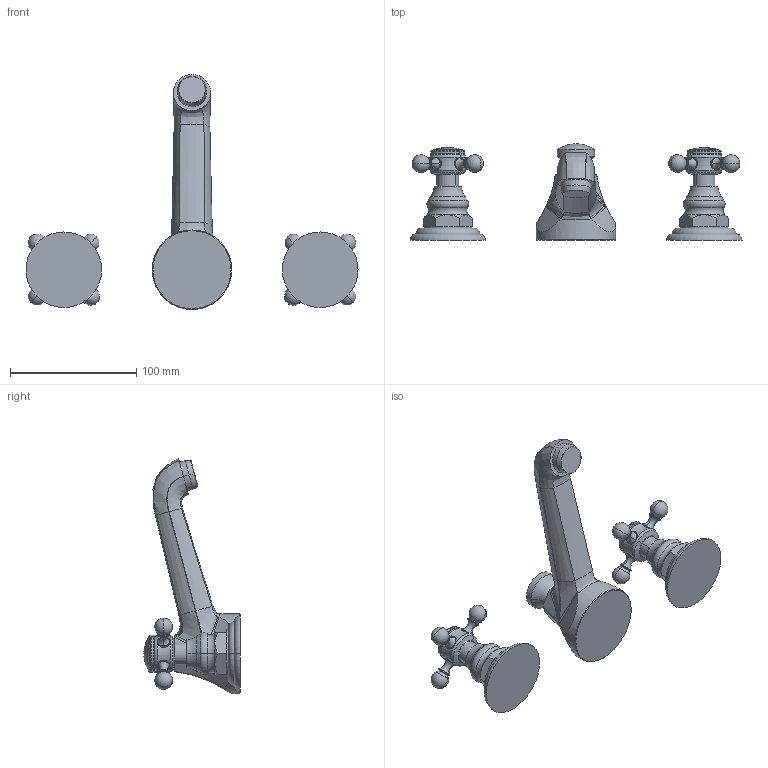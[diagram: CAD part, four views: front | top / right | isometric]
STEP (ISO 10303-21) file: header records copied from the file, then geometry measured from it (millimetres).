
FILE_DESCRIPTION((''),'2;1');
FILE_NAME('920','2020-11-26T09:57:49',('jinson.thomas'),(''),'CREO PARAMETRIC BY PTC INC, 2018400','CREO PARAMETRIC BY PTC INC, 2018400','');
FILE_SCHEMA(('CONFIG_CONTROL_DESIGN'));
Length unit declared in the file: inch
Products named in the file (1): 920
Bounding box: 263.14 x 76.33 x 186.2 mm (x, y, z)
Volume: 326098 mm3; surface area: 57526.7 mm2
Topology: 3 solids, 3 shells, 482 faces, 1142 edges, 670 vertices
Faces by surface type: plane 122, torus 106, cylinder 97, bspline 69, cone 48, sphere 32, extrusion 8
Entity records: 19197 total; most frequent: CARTESIAN_POINT 8582, ORIENTED_EDGE 2234, DIRECTION 2224, EDGE_CURVE 1117, AXIS2_PLACEMENT_3D 981, VERTEX_POINT 670, CIRCLE 576, EDGE_LOOP 511
